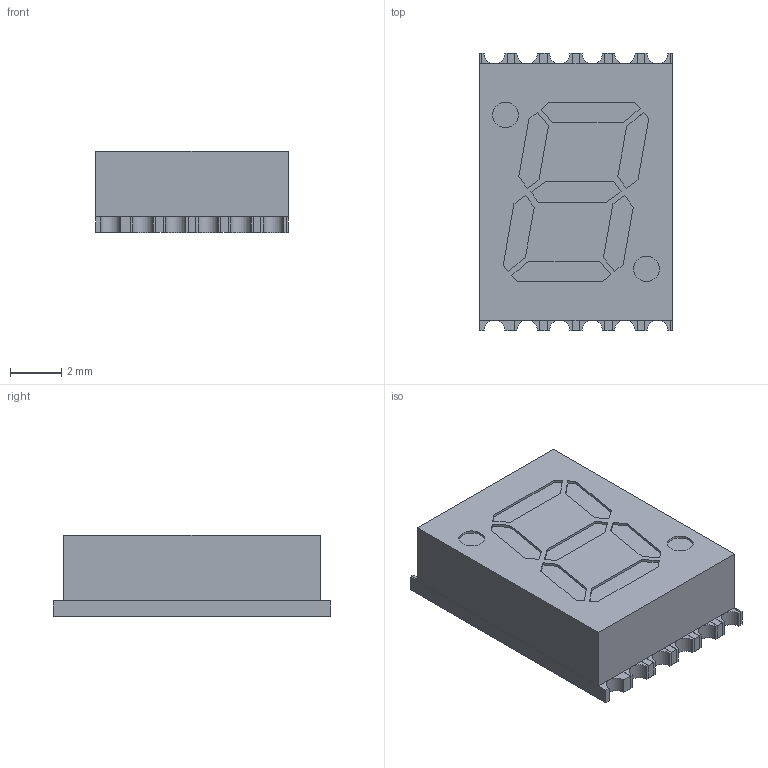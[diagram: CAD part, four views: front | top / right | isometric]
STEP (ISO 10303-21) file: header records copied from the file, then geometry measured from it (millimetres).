
FILE_DESCRIPTION(/* description */ (''),/* implementation_level */ '2;1');
FILE_NAME(/* name */ 'Avago-HDSM-281B-LED.step',/* time_stamp */ '2025-07-22T22:38:44-07:00',/* author */ (''),/* organization */ (''),/* preprocessor_version */ 'ST-DEVELOPER v20.1',/* originating_system */ 'Autodesk Translation Framework v14.10.0.0',/* authorisation */ '');
FILE_SCHEMA (('AUTOMOTIVE_DESIGN { 1 0 10303 214 3 1 1 }'));
Length unit declared in the file: millimetre
Products named in the file (1): Avago-HDSM-281B-LED
Bounding box: 7.5 x 10.8 x 3.16 mm (x, y, z)
Volume: 236.5 mm3; surface area: 613.2 mm2
Topology: 22 solids, 22 shells, 261 faces, 624 edges, 416 vertices
Faces by surface type: plane 223, cylinder 38
Full cylindrical faces by diameter (mm): 1 x4
Entity records: 7523 total; most frequent: CARTESIAN_POINT 1302, ORIENTED_EDGE 1248, DIRECTION 1224, EDGE_CURVE 624, LINE 548, VECTOR 548, VERTEX_POINT 416, AXIS2_PLACEMENT_3D 338
